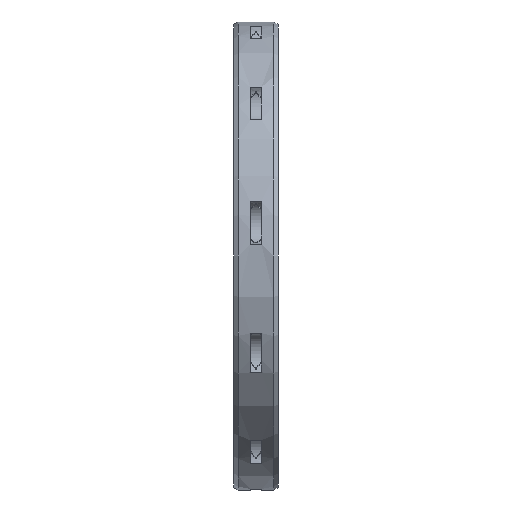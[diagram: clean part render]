
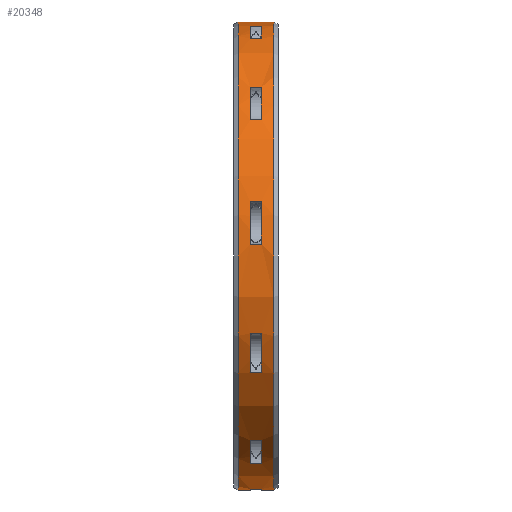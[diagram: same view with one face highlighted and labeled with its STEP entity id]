
A CAD part, left-side view. The second image highlights one B-rep face of the part: STEP entity #20348.
In plain terms, the highlighted cylindrical face has radius 105 mm (diameter 210 mm), a partial arc.
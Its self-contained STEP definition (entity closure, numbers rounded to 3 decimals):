
#4067=CARTESIAN_POINT('',(0.,-2.5,0.));
#4068=DIRECTION('',(0.,-1.,0.));
#4069=DIRECTION('',(-0.092,0.,-0.996));
#4070=AXIS2_PLACEMENT_3D('',#4067,#4068,#4069);
#4075=DIRECTION('',(0.,-1.,0.));
#4076=VECTOR('',#4075,5.);
#4077=CARTESIAN_POINT('',(-9.696,2.5,-104.551));
#4078=LINE('',#4077,#4076);
#4082=CARTESIAN_POINT('',(0.,2.5,0.));
#4083=DIRECTION('',(0.,-1.,0.));
#4084=DIRECTION('',(-0.092,0.,-0.996));
#4085=AXIS2_PLACEMENT_3D('',#4082,#4083,#4084);
#4090=DIRECTION('',(0.,1.,0.));
#4091=VECTOR('',#4090,5.5);
#4092=CARTESIAN_POINT('',(0.,2.5,-105.));
#4093=LINE('',#4092,#4091);
#4097=DIRECTION('',(0.,1.,0.));
#4098=VECTOR('',#4097,16.);
#4099=CARTESIAN_POINT('',(0.,-8.,105.));
#4100=LINE('',#4099,#4098);
#4104=CARTESIAN_POINT('',(0.,-8.,0.));
#4105=DIRECTION('',(0.,1.,0.));
#4106=DIRECTION('',(0.,0.,-1.));
#4107=AXIS2_PLACEMENT_3D('',#4104,#4105,#4106);
#4112=DIRECTION('',(0.,1.,0.));
#4113=VECTOR('',#4112,5.5);
#4114=CARTESIAN_POINT('',(0.,-8.,-105.));
#4115=LINE('',#4114,#4113);
#4119=CARTESIAN_POINT('',(0.,-2.5,0.));
#4120=DIRECTION('',(0.,-1.,0.));
#4121=DIRECTION('',(-0.192,0.,0.981));
#4122=AXIS2_PLACEMENT_3D('',#4119,#4120,#4121);
#4127=DIRECTION('',(0.,-1.,0.));
#4128=VECTOR('',#4127,5.);
#4129=CARTESIAN_POINT('',(-20.153,2.5,103.048));
#4130=LINE('',#4129,#4128);
#4134=CARTESIAN_POINT('',(0.,2.5,0.));
#4135=DIRECTION('',(0.,-1.,0.));
#4136=DIRECTION('',(-0.192,0.,0.981));
#4137=AXIS2_PLACEMENT_3D('',#4134,#4135,#4136);
#4142=DIRECTION('',(0.,-1.,0.));
#4143=VECTOR('',#4142,5.);
#4144=CARTESIAN_POINT('',(-38.758,2.5,97.585));
#4145=LINE('',#4144,#4143);
#4149=CARTESIAN_POINT('',(0.,-2.5,0.));
#4150=DIRECTION('',(0.,-1.,0.));
#4151=DIRECTION('',(-0.692,0.,0.722));
#4152=AXIS2_PLACEMENT_3D('',#4149,#4150,#4151);
#4157=DIRECTION('',(0.,-1.,0.));
#4158=VECTOR('',#4157,5.);
#4159=CARTESIAN_POINT('',(-72.665,2.5,75.794));
#4160=LINE('',#4159,#4158);
#4164=CARTESIAN_POINT('',(0.,2.5,0.));
#4165=DIRECTION('',(0.,-1.,0.));
#4166=DIRECTION('',(-0.692,0.,0.722));
#4167=AXIS2_PLACEMENT_3D('',#4164,#4165,#4166);
#4172=DIRECTION('',(0.,-1.,0.));
#4173=VECTOR('',#4172,5.);
#4174=CARTESIAN_POINT('',(-85.364,2.5,61.139));
#4175=LINE('',#4174,#4173);
#4179=CARTESIAN_POINT('',(0.,-2.5,0.));
#4180=DIRECTION('',(0.,-1.,0.));
#4181=DIRECTION('',(-0.972,0.,0.233));
#4182=AXIS2_PLACEMENT_3D('',#4179,#4180,#4181);
#4187=DIRECTION('',(0.,-1.,0.));
#4188=VECTOR('',#4187,5.);
#4189=CARTESIAN_POINT('',(-102.107,2.5,24.476));
#4190=LINE('',#4189,#4188);
#4194=CARTESIAN_POINT('',(0.,2.5,0.));
#4195=DIRECTION('',(0.,-1.,0.));
#4196=DIRECTION('',(-0.972,0.,0.233));
#4197=AXIS2_PLACEMENT_3D('',#4194,#4195,#4196);
#4202=DIRECTION('',(0.,-1.,0.));
#4203=VECTOR('',#4202,5.);
#4204=CARTESIAN_POINT('',(-104.867,2.5,5.282));
#4205=LINE('',#4204,#4203);
#4209=CARTESIAN_POINT('',(0.,-2.5,0.));
#4210=DIRECTION('',(0.,-1.,0.));
#4211=DIRECTION('',(-0.944,0.,-0.33));
#4212=AXIS2_PLACEMENT_3D('',#4209,#4210,#4211);
#4217=DIRECTION('',(0.,-1.,0.));
#4218=VECTOR('',#4217,5.);
#4219=CARTESIAN_POINT('',(-99.131,2.5,-34.613));
#4220=LINE('',#4219,#4218);
#4224=CARTESIAN_POINT('',(0.,2.5,0.));
#4225=DIRECTION('',(0.,-1.,0.));
#4226=DIRECTION('',(-0.944,0.,-0.33));
#4227=AXIS2_PLACEMENT_3D('',#4224,#4225,#4226);
#4232=DIRECTION('',(0.,-1.,0.));
#4233=VECTOR('',#4232,5.);
#4234=CARTESIAN_POINT('',(-91.076,2.5,-52.252));
#4235=LINE('',#4234,#4233);
#4239=CARTESIAN_POINT('',(0.,-2.5,0.));
#4240=DIRECTION('',(0.,-1.,0.));
#4241=DIRECTION('',(-0.616,0.,-0.788));
#4242=AXIS2_PLACEMENT_3D('',#4239,#4240,#4241);
#4247=DIRECTION('',(0.,-1.,0.));
#4248=VECTOR('',#4247,5.);
#4249=CARTESIAN_POINT('',(-64.681,2.5,-82.712));
#4250=LINE('',#4249,#4248);
#4254=CARTESIAN_POINT('',(0.,2.5,0.));
#4255=DIRECTION('',(0.,-1.,0.));
#4256=DIRECTION('',(-0.616,0.,-0.788));
#4257=AXIS2_PLACEMENT_3D('',#4254,#4255,#4256);
#4262=DIRECTION('',(0.,-1.,0.));
#4263=VECTOR('',#4262,5.);
#4264=CARTESIAN_POINT('',(-48.368,2.5,-93.196));
#4265=LINE('',#4264,#4263);
#5232=CARTESIAN_POINT('',(0.,8.,0.));
#5233=DIRECTION('',(0.,1.,0.));
#5234=DIRECTION('',(0.,0.,-1.));
#5235=AXIS2_PLACEMENT_3D('',#5232,#5233,#5234);
#16039=CARTESIAN_POINT('',(0.,-8.,-105.));
#16041=VERTEX_POINT('',#16039);
#16042=CARTESIAN_POINT('',(0.,8.,-105.));
#16044=VERTEX_POINT('',#16042);
#16069=CARTESIAN_POINT('',(0.,-8.,105.));
#16071=VERTEX_POINT('',#16069);
#16072=CARTESIAN_POINT('',(0.,8.,105.));
#16073=VERTEX_POINT('',#16072);
#16256=CARTESIAN_POINT('',(0.,-2.5,-105.));
#16258=VERTEX_POINT('',#16256);
#16260=CARTESIAN_POINT('',(0.,2.5,-105.));
#16262=VERTEX_POINT('',#16260);
#16268=CARTESIAN_POINT('',(-9.696,-2.5,-104.551));
#16269=VERTEX_POINT('',#16268);
#16270=CARTESIAN_POINT('',(-9.696,2.5,-104.551));
#16271=VERTEX_POINT('',#16270);
#16460=CARTESIAN_POINT('',(-20.153,-2.5,103.048));
#16461=CARTESIAN_POINT('',(-38.758,-2.5,97.585));
#16462=VERTEX_POINT('',#16460);
#16463=VERTEX_POINT('',#16461);
#16464=CARTESIAN_POINT('',(-20.153,2.5,103.048));
#16465=CARTESIAN_POINT('',(-38.758,2.5,97.585));
#16466=VERTEX_POINT('',#16464);
#16467=VERTEX_POINT('',#16465);
#16492=CARTESIAN_POINT('',(-72.665,-2.5,75.794));
#16493=CARTESIAN_POINT('',(-85.364,-2.5,61.139));
#16494=VERTEX_POINT('',#16492);
#16495=VERTEX_POINT('',#16493);
#16496=CARTESIAN_POINT('',(-72.665,2.5,75.794));
#16497=CARTESIAN_POINT('',(-85.364,2.5,61.139));
#16498=VERTEX_POINT('',#16496);
#16499=VERTEX_POINT('',#16497);
#16524=CARTESIAN_POINT('',(-102.107,-2.5,24.476));
#16525=CARTESIAN_POINT('',(-104.867,-2.5,5.282));
#16526=VERTEX_POINT('',#16524);
#16527=VERTEX_POINT('',#16525);
#16528=CARTESIAN_POINT('',(-102.107,2.5,24.476));
#16529=CARTESIAN_POINT('',(-104.867,2.5,5.282));
#16530=VERTEX_POINT('',#16528);
#16531=VERTEX_POINT('',#16529);
#16784=CARTESIAN_POINT('',(-99.131,-2.5,-34.613));
#16785=CARTESIAN_POINT('',(-91.076,-2.5,-52.252));
#16786=VERTEX_POINT('',#16784);
#16787=VERTEX_POINT('',#16785);
#16788=CARTESIAN_POINT('',(-99.131,2.5,-34.613));
#16789=CARTESIAN_POINT('',(-91.076,2.5,-52.252));
#16790=VERTEX_POINT('',#16788);
#16791=VERTEX_POINT('',#16789);
#16816=CARTESIAN_POINT('',(-64.681,-2.5,-82.712));
#16817=CARTESIAN_POINT('',(-48.368,-2.5,-93.196));
#16818=VERTEX_POINT('',#16816);
#16819=VERTEX_POINT('',#16817);
#16820=CARTESIAN_POINT('',(-64.681,2.5,-82.712));
#16821=CARTESIAN_POINT('',(-48.368,2.5,-93.196));
#16822=VERTEX_POINT('',#16820);
#16823=VERTEX_POINT('',#16821);
#20276=CARTESIAN_POINT('',(0.,99.018,0.));
#20277=DIRECTION('',(0.,-1.,0.));
#20278=DIRECTION('',(0.,0.,1.));
#20279=AXIS2_PLACEMENT_3D('',#20276,#20277,#20278);
#20280=CYLINDRICAL_SURFACE('',#20279,105.);
#20282=ORIENTED_EDGE('',*,*,#20281,.F.);
#20284=ORIENTED_EDGE('',*,*,#20283,.F.);
#20286=ORIENTED_EDGE('',*,*,#20285,.T.);
#20288=ORIENTED_EDGE('',*,*,#20287,.T.);
#20290=ORIENTED_EDGE('',*,*,#20289,.T.);
#20292=ORIENTED_EDGE('',*,*,#20291,.F.);
#20293=ORIENTED_EDGE('',*,*,#20257,.F.);
#20295=ORIENTED_EDGE('',*,*,#20294,.T.);
#20296=EDGE_LOOP('',(#20282,#20284,#20286,#20288,#20290,#20292,#20293,#20295));
#20297=FACE_OUTER_BOUND('',#20296,.F.);
#20299=ORIENTED_EDGE('',*,*,#20298,.F.);
#20301=ORIENTED_EDGE('',*,*,#20300,.F.);
#20303=ORIENTED_EDGE('',*,*,#20302,.T.);
#20305=ORIENTED_EDGE('',*,*,#20304,.T.);
#20306=EDGE_LOOP('',(#20299,#20301,#20303,#20305));
#20307=FACE_BOUND('',#20306,.F.);
#20309=ORIENTED_EDGE('',*,*,#20308,.F.);
#20311=ORIENTED_EDGE('',*,*,#20310,.F.);
#20313=ORIENTED_EDGE('',*,*,#20312,.T.);
#20315=ORIENTED_EDGE('',*,*,#20314,.T.);
#20316=EDGE_LOOP('',(#20309,#20311,#20313,#20315));
#20317=FACE_BOUND('',#20316,.F.);
#20319=ORIENTED_EDGE('',*,*,#20318,.F.);
#20321=ORIENTED_EDGE('',*,*,#20320,.F.);
#20323=ORIENTED_EDGE('',*,*,#20322,.T.);
#20325=ORIENTED_EDGE('',*,*,#20324,.T.);
#20326=EDGE_LOOP('',(#20319,#20321,#20323,#20325));
#20327=FACE_BOUND('',#20326,.F.);
#20329=ORIENTED_EDGE('',*,*,#20328,.F.);
#20331=ORIENTED_EDGE('',*,*,#20330,.F.);
#20333=ORIENTED_EDGE('',*,*,#20332,.T.);
#20335=ORIENTED_EDGE('',*,*,#20334,.T.);
#20336=EDGE_LOOP('',(#20329,#20331,#20333,#20335));
#20337=FACE_BOUND('',#20336,.F.);
#20339=ORIENTED_EDGE('',*,*,#20338,.F.);
#20341=ORIENTED_EDGE('',*,*,#20340,.F.);
#20343=ORIENTED_EDGE('',*,*,#20342,.T.);
#20345=ORIENTED_EDGE('',*,*,#20344,.T.);
#20346=EDGE_LOOP('',(#20339,#20341,#20343,#20345));
#20347=FACE_BOUND('',#20346,.F.);
#4071=CIRCLE('',#4070,105.);
#4086=CIRCLE('',#4085,105.);
#4108=CIRCLE('',#4107,105.);
#4123=CIRCLE('',#4122,105.);
#4138=CIRCLE('',#4137,105.);
#4153=CIRCLE('',#4152,105.);
#4168=CIRCLE('',#4167,105.);
#4183=CIRCLE('',#4182,105.);
#4198=CIRCLE('',#4197,105.);
#4213=CIRCLE('',#4212,105.);
#4228=CIRCLE('',#4227,105.);
#4243=CIRCLE('',#4242,105.);
#4258=CIRCLE('',#4257,105.);
#5236=CIRCLE('',#5235,105.);
#20257=EDGE_CURVE('',#16041,#16071,#4108,.T.);
#20281=EDGE_CURVE('',#16269,#16258,#4071,.T.);
#20283=EDGE_CURVE('',#16271,#16269,#4078,.T.);
#20285=EDGE_CURVE('',#16271,#16262,#4086,.T.);
#20287=EDGE_CURVE('',#16262,#16044,#4093,.T.);
#20289=EDGE_CURVE('',#16044,#16073,#5236,.T.);
#20291=EDGE_CURVE('',#16071,#16073,#4100,.T.);
#20294=EDGE_CURVE('',#16041,#16258,#4115,.T.);
#20298=EDGE_CURVE('',#16462,#16463,#4123,.T.);
#20300=EDGE_CURVE('',#16466,#16462,#4130,.T.);
#20302=EDGE_CURVE('',#16466,#16467,#4138,.T.);
#20304=EDGE_CURVE('',#16467,#16463,#4145,.T.);
#20308=EDGE_CURVE('',#16494,#16495,#4153,.T.);
#20310=EDGE_CURVE('',#16498,#16494,#4160,.T.);
#20312=EDGE_CURVE('',#16498,#16499,#4168,.T.);
#20314=EDGE_CURVE('',#16499,#16495,#4175,.T.);
#20318=EDGE_CURVE('',#16526,#16527,#4183,.T.);
#20320=EDGE_CURVE('',#16530,#16526,#4190,.T.);
#20322=EDGE_CURVE('',#16530,#16531,#4198,.T.);
#20324=EDGE_CURVE('',#16531,#16527,#4205,.T.);
#20328=EDGE_CURVE('',#16786,#16787,#4213,.T.);
#20330=EDGE_CURVE('',#16790,#16786,#4220,.T.);
#20332=EDGE_CURVE('',#16790,#16791,#4228,.T.);
#20334=EDGE_CURVE('',#16791,#16787,#4235,.T.);
#20338=EDGE_CURVE('',#16818,#16819,#4243,.T.);
#20340=EDGE_CURVE('',#16822,#16818,#4250,.T.);
#20342=EDGE_CURVE('',#16822,#16823,#4258,.T.);
#20344=EDGE_CURVE('',#16823,#16819,#4265,.T.);
#20348=ADVANCED_FACE('',(#20297,#20307,#20317,#20327,#20337,#20347),#20280,.T.);
